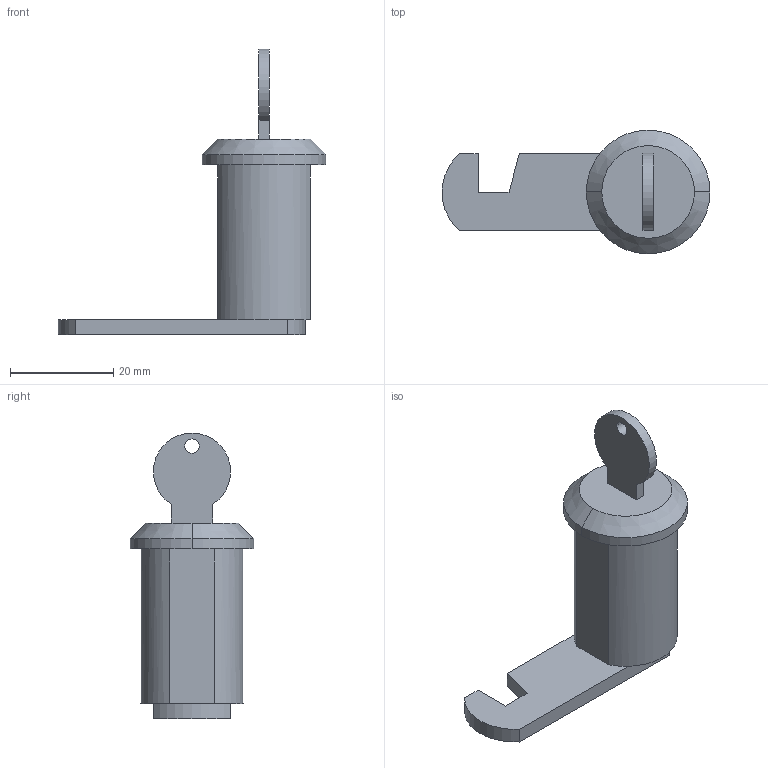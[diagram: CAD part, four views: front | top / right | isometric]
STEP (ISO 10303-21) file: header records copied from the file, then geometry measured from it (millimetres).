
FILE_DESCRIPTION((''),'2;1');
FILE_NAME('12082_KLJUCAVNICA_VGRADNA_L30','2022-09-19T07:51:26',('PredragRovcanin'),('Audax d.o.o.'),'CREO PARAMETRIC BY PTC INC, 2020281','CREO PARAMETRIC BY PTC INC, 2020281','');
FILE_SCHEMA(('AP242_MANAGED_MODEL_BASED_3D_ENGINEERING_MIM_LF { 1 0 10303 442 1 1 4 }'));
Length unit declared in the file: millimetre
Products named in the file (1): 12082_KLJUCAVNICA_VGRADNA_L30
Bounding box: 52 x 24 x 55.5 mm (x, y, z)
Volume: 13319.6 mm3; surface area: 4680.7 mm2
Topology: 1 solids, 1 shells, 28 faces, 71 edges, 50 vertices
Faces by surface type: plane 17, cylinder 9, cone 2
Entity records: 1506 total; most frequent: COLOUR_RGB 321, DIRECTION 151, CARTESIAN_POINT 146, ORIENTED_EDGE 136, PRESENTATION_STYLE_ASSIGNMENT 72, STYLED_ITEM 72, CURVE_STYLE 71, EDGE_CURVE 68
